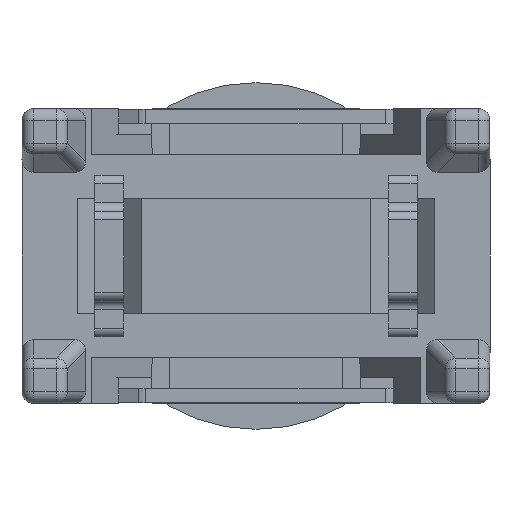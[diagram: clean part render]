
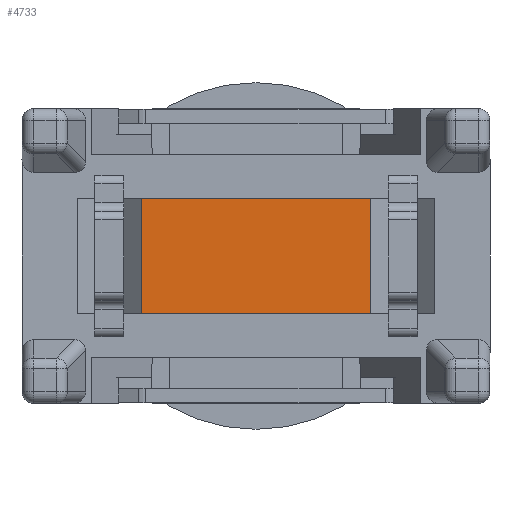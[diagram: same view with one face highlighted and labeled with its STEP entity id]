
A CAD part, front view. The second image highlights one B-rep face of the part: STEP entity #4733.
In plain terms, the highlighted planar face has unit normal (0, -1, 0).
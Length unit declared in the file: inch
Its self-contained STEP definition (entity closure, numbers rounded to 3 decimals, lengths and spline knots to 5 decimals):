
#686=DIRECTION('',(0.,0.,1.));
#687=VECTOR('',#686,0.07874);
#688=CARTESIAN_POINT('',(0.07835,-0.12795,
-0.03937));
#689=LINE('',#688,#687);
#700=DIRECTION('',(-1.,0.,0.));
#701=VECTOR('',#700,0.15669);
#702=CARTESIAN_POINT('',(0.07835,-0.12795,
-0.03937));
#703=LINE('',#702,#701);
#707=DIRECTION('',(1.,0.,0.));
#708=VECTOR('',#707,0.15669);
#709=CARTESIAN_POINT('',(-0.07835,-0.12795,
0.03937));
#710=LINE('',#709,#708);
#714=DIRECTION('',(0.,0.,-1.));
#715=VECTOR('',#714,0.07874);
#716=CARTESIAN_POINT('',(-0.07835,-0.12795,
0.03937));
#717=LINE('',#716,#715);
#3607=CARTESIAN_POINT('',(0.07835,-0.12795,
-0.03937));
#3608=VERTEX_POINT('',#3607);
#3609=CARTESIAN_POINT('',(-0.07835,-0.12795,
-0.03937));
#3610=VERTEX_POINT('',#3609);
#3643=CARTESIAN_POINT('',(-0.07835,-0.12795,
0.03937));
#3644=VERTEX_POINT('',#3643);
#3645=CARTESIAN_POINT('',(0.07835,-0.12795,
0.03937));
#3646=VERTEX_POINT('',#3645);
#4721=CARTESIAN_POINT('',(0.,-0.12795,0.));
#4722=DIRECTION('',(0.,1.,0.));
#4723=DIRECTION('',(0.,0.,-1.));
#4724=AXIS2_PLACEMENT_3D('',#4721,#4722,#4723);
#4725=PLANE('',#4724);
#4726=ORIENTED_EDGE('',*,*,#4634,.T.);
#4728=ORIENTED_EDGE('',*,*,#4727,.F.);
#4729=ORIENTED_EDGE('',*,*,#4683,.T.);
#4730=ORIENTED_EDGE('',*,*,#4714,.F.);
#4731=EDGE_LOOP('',(#4726,#4728,#4729,#4730));
#4732=FACE_OUTER_BOUND('',#4731,.F.);
#4634=EDGE_CURVE('',#3608,#3610,#703,.T.);
#4683=EDGE_CURVE('',#3644,#3646,#710,.T.);
#4714=EDGE_CURVE('',#3608,#3646,#689,.T.);
#4727=EDGE_CURVE('',#3644,#3610,#717,.T.);
#4733=ADVANCED_FACE('',(#4732),#4725,.F.);
